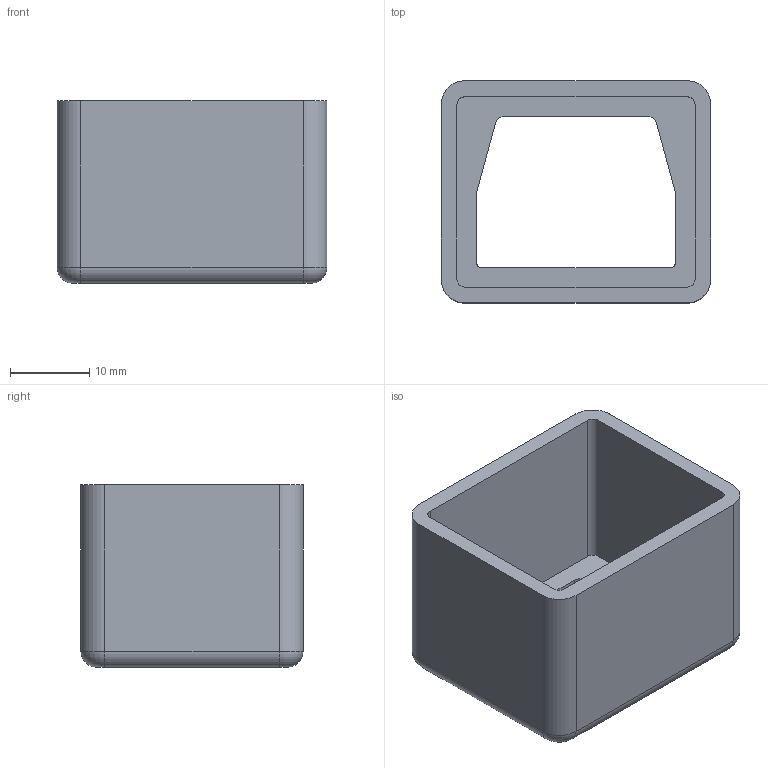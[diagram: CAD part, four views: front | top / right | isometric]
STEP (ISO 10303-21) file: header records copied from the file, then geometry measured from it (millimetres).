
FILE_DESCRIPTION(('CoCreate Modeling STEP Export'),'2;1');
FILE_NAME('6249844.stp','2016-08-19T 9:49:37',(''),(''),'CoCreate Modeling STEP processor for AP214 (Solid Model)','CoCreate Modeling 16.00B 02-Dec-2008 (C) Parametric Technology GmbH','');
FILE_SCHEMA(('AUTOMOTIVE_DESIGN { 1 0 10303 214 1 1 1 1 }'));
Length unit declared in the file: millimetre
Products named in the file (1): Kantenschutz_20030.1
Bounding box: 34 x 28 x 23 mm (x, y, z)
Volume: 5616.2 mm3; surface area: 6015.1 mm2
Topology: 1 solids, 1 shells, 41 faces, 106 edges, 68 vertices
Faces by surface type: cylinder 20, plane 17, torus 4
Entity records: 1256 total; most frequent: DIRECTION 222, ORIENTED_EDGE 212, CARTESIAN_POINT 210, EDGE_CURVE 106, AXIS2_PLACEMENT_3D 80, VERTEX_POINT 68, VECTOR 62, LINE 62
